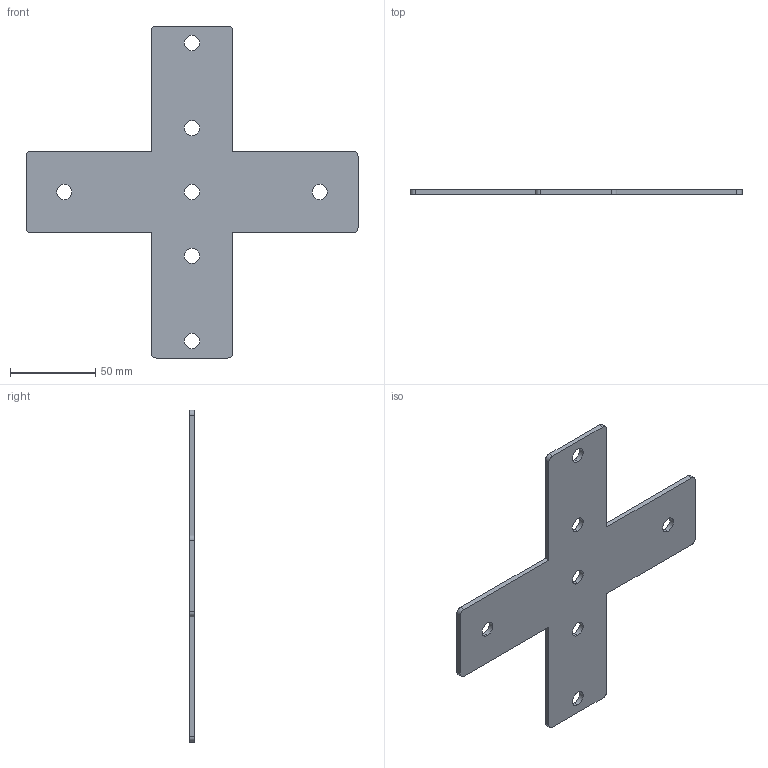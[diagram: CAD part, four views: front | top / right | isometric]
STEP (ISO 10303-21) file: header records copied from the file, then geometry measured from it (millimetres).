
FILE_DESCRIPTION(('Creo Elements/Direct Modeling STEP Export'),'2;1');
FILE_NAME('55.0165.1_Kreuzplatte-MMS-55_3mm-chem-vernickelt.stp','2022-03-21T 8:06:49',(''),(''),'PTC Creo Elements/Direct Modeling STEP processor for AP214 (Solid Model)','PTC Creo Elements/Direct Modeling 19.0C 15-Aug-2015 (C) Parametric Technology GmbH','');
FILE_SCHEMA(('AUTOMOTIVE_DESIGN { 1 0 10303 214 1 1 1 1 }'));
Length unit declared in the file: millimetre
Products named in the file (2): Kreuzplatte-MMS-55_3mm-chem-vernickelt_55.0165.1_PX176095
Assembly tree (1 placements, depth 2):
  Kreuzplatte-MMS-55_3mm-chem-vernickelt_55.0165.1_PX176095
    Kreuzplatte-MMS-55_3mm-chem-vernickelt_55.0165.1_PX176095
Bounding box: 195 x 3 x 195 mm (x, y, z)
Volume: 47865.7 mm3; surface area: 34813.3 mm2
Topology: 1 solids, 1 shells, 36 faces, 102 edges, 68 vertices
Faces by surface type: cylinder 22, plane 14
Entity records: 1193 total; most frequent: ORIENTED_EDGE 204, CARTESIAN_POINT 194, DIRECTION 194, EDGE_CURVE 102, AXIS2_PLACEMENT_3D 68, VERTEX_POINT 68, VECTOR 58, LINE 58
